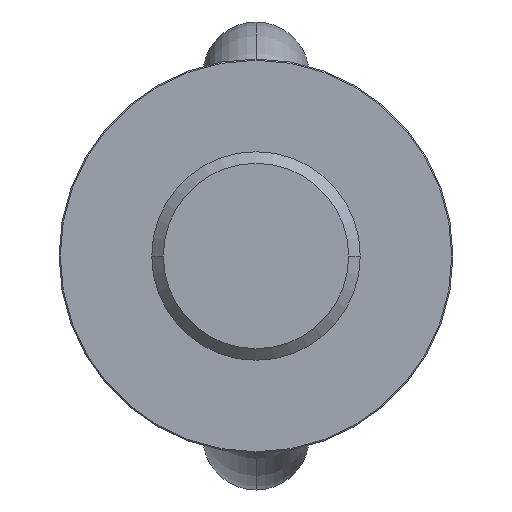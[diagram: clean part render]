
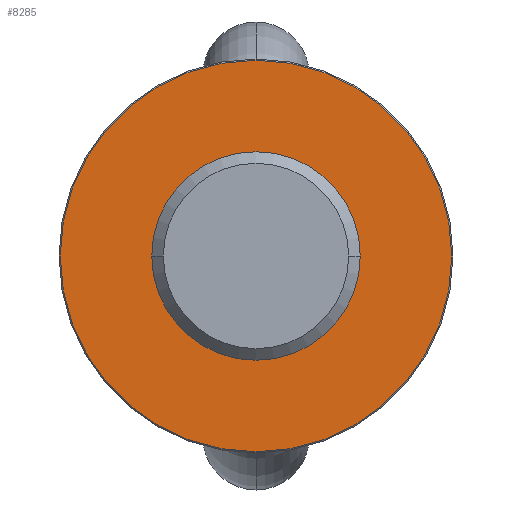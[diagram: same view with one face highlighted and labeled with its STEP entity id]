
A CAD part, front view. The second image highlights one B-rep face of the part: STEP entity #8285.
In plain terms, the highlighted planar face has unit normal (0, -1, 0).
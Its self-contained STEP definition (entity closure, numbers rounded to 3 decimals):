
#2=CARTESIAN_POINT('',(0.,0.,0.));
#3=DIRECTION('',(0.,-1.,0.));
#4=DIRECTION('',(1.,0.,0.));
#5=AXIS2_PLACEMENT_3D('',#2,#3,#4);
#7=CARTESIAN_POINT('',(0.,0.,0.));
#8=DIRECTION('',(0.,-1.,0.));
#9=DIRECTION('',(-1.,0.,0.));
#10=AXIS2_PLACEMENT_3D('',#7,#8,#9);
#12=CARTESIAN_POINT('',(0.,0.,0.));
#13=DIRECTION('',(0.,1.,0.));
#14=DIRECTION('',(1.,0.,0.));
#15=AXIS2_PLACEMENT_3D('',#12,#13,#14);
#30=CARTESIAN_POINT('',(0.,0.,0.));
#31=DIRECTION('',(0.,1.,0.));
#32=DIRECTION('',(-1.,0.,0.));
#33=AXIS2_PLACEMENT_3D('',#30,#31,#32);
#6304=CARTESIAN_POINT('',(43.914,0.,0.));
#6305=CARTESIAN_POINT('',(-43.914,0.,0.));
#6306=VERTEX_POINT('',#6304);
#6307=VERTEX_POINT('',#6305);
#6320=CARTESIAN_POINT('',(-84.5,0.,0.));
#6321=CARTESIAN_POINT('',(84.5,0.,0.));
#6322=VERTEX_POINT('',#6320);
#6323=VERTEX_POINT('',#6321);
#8268=CARTESIAN_POINT('',(0.,0.,0.));
#8269=DIRECTION('',(0.,1.,0.));
#8270=DIRECTION('',(1.,0.,0.));
#8271=AXIS2_PLACEMENT_3D('',#8268,#8269,#8270);
#8272=PLANE('',#8271);
#8274=ORIENTED_EDGE('',*,*,#8273,.T.);
#8276=ORIENTED_EDGE('',*,*,#8275,.T.);
#8277=EDGE_LOOP('',(#8274,#8276));
#8278=FACE_OUTER_BOUND('',#8277,.F.);
#8280=ORIENTED_EDGE('',*,*,#8279,.T.);
#8282=ORIENTED_EDGE('',*,*,#8281,.T.);
#8283=EDGE_LOOP('',(#8280,#8282));
#8284=FACE_BOUND('',#8283,.F.);
#8285=ADVANCED_FACE('',(#8278,#8284),#8272,.F.);
#6=CIRCLE('',#5,43.914);
#11=CIRCLE('',#10,43.914);
#16=CIRCLE('',#15,84.5);
#34=CIRCLE('',#33,84.5);
#8273=EDGE_CURVE('',#6323,#6322,#16,.T.);
#8275=EDGE_CURVE('',#6322,#6323,#34,.T.);
#8279=EDGE_CURVE('',#6306,#6307,#6,.T.);
#8281=EDGE_CURVE('',#6307,#6306,#11,.T.);
